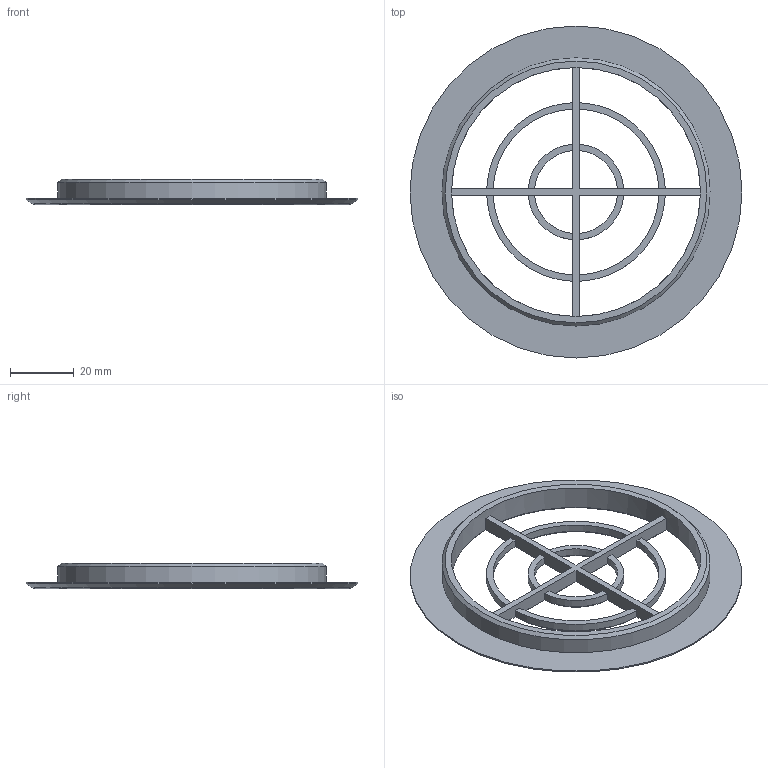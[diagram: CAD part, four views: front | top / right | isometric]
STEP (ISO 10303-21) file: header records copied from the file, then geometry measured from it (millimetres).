
FILE_DESCRIPTION(/* description */ (''),/* implementation_level */ '2;1');
FILE_NAME(/* name */ 'Garbage Disposal Shot Glass Saver.step',/* time_stamp */ '2025-12-21T10:55:37-06:00',/* author */ (''),/* organization */ (''),/* preprocessor_version */ 'ST-DEVELOPER v20.1',/* originating_system */ 'Autodesk Translation Framework v14.21.0.0',/* authorisation */ '');
FILE_SCHEMA (('AUTOMOTIVE_DESIGN { 1 0 10303 214 3 1 1 }'));
Length unit declared in the file: millimetre
Products named in the file (1): (Unsaved)
Bounding box: 104 x 104 x 8 mm (x, y, z)
Volume: 14041.7 mm3; surface area: 15163.6 mm2
Topology: 1 solids, 1 shells, 86 faces, 235 edges, 141 vertices
Faces by surface type: plane 44, cone 23, cylinder 19
Full cylindrical faces by diameter (mm): 78 x1, 84 x1, 104 x1
Entity records: 2793 total; most frequent: CARTESIAN_POINT 583, ORIENTED_EDGE 470, DIRECTION 438, EDGE_CURVE 235, AXIS2_PLACEMENT_3D 156, VERTEX_POINT 141, LINE 126, VECTOR 126
